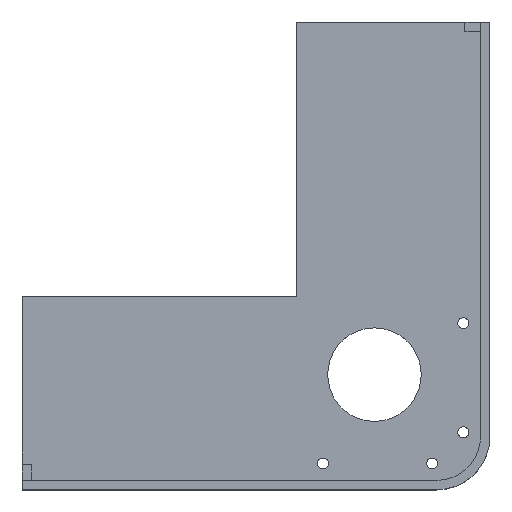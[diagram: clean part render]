
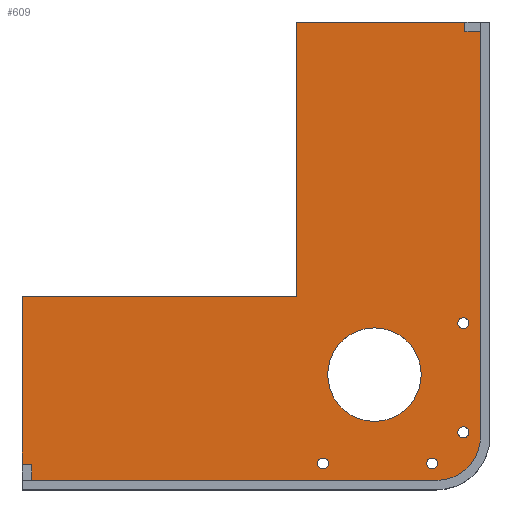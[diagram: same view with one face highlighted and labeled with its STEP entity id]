
A CAD part, top view. The second image highlights one B-rep face of the part: STEP entity #609.
In plain terms, the highlighted planar face has unit normal (0, 0, 1).
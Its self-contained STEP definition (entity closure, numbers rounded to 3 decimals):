
#216 = VERTEX_POINT('',#217);
#217 = CARTESIAN_POINT('',(0.,8.,5.));
#223 = EDGE_CURVE('',#216,#224,#226,.T.);
#224 = VERTEX_POINT('',#225);
#225 = CARTESIAN_POINT('',(0.,62.,5.));
#226 = LINE('',#227,#228);
#227 = CARTESIAN_POINT('',(0.,0.,5.));
#228 = VECTOR('',#229,1.);
#229 = DIRECTION('',(0.,1.,0.));
#310 = EDGE_CURVE('',#224,#311,#313,.T.);
#311 = VERTEX_POINT('',#312);
#312 = CARTESIAN_POINT('',(88.,62.,5.));
#313 = LINE('',#314,#315);
#314 = CARTESIAN_POINT('',(0.,62.,5.));
#315 = VECTOR('',#316,1.);
#316 = DIRECTION('',(1.,0.,0.));
#343 = VERTEX_POINT('',#344);
#344 = CARTESIAN_POINT('',(142.,150.,5.));
#350 = EDGE_CURVE('',#343,#351,#353,.T.);
#351 = VERTEX_POINT('',#352);
#352 = CARTESIAN_POINT('',(88.,150.,5.));
#353 = LINE('',#354,#355);
#354 = CARTESIAN_POINT('',(150.,150.,5.));
#355 = VECTOR('',#356,1.);
#356 = DIRECTION('',(-1.,0.,0.));
#374 = EDGE_CURVE('',#351,#311,#375,.T.);
#375 = LINE('',#376,#377);
#376 = CARTESIAN_POINT('',(88.,150.,5.));
#377 = VECTOR('',#378,1.);
#378 = DIRECTION('',(0.,-1.,0.));
#391 = VERTEX_POINT('',#392);
#392 = CARTESIAN_POINT('',(128.,37.,5.));
#398 = EDGE_CURVE('',#391,#391,#399,.T.);
#399 = CIRCLE('',#400,15.);
#400 = AXIS2_PLACEMENT_3D('',#401,#402,#403);
#401 = CARTESIAN_POINT('',(113.,37.,5.));
#402 = DIRECTION('',(0.,0.,1.));
#403 = DIRECTION('',(1.,0.,0.));
#416 = VERTEX_POINT('',#417);
#417 = CARTESIAN_POINT('',(143.25,18.5,5.));
#423 = EDGE_CURVE('',#416,#416,#424,.T.);
#424 = CIRCLE('',#425,1.75);
#425 = AXIS2_PLACEMENT_3D('',#426,#427,#428);
#426 = CARTESIAN_POINT('',(141.5,18.5,5.));
#427 = DIRECTION('',(0.,0.,1.));
#428 = DIRECTION('',(1.,0.,0.));
#441 = VERTEX_POINT('',#442);
#442 = CARTESIAN_POINT('',(133.25,8.5,5.));
#448 = EDGE_CURVE('',#441,#441,#449,.T.);
#449 = CIRCLE('',#450,1.75);
#450 = AXIS2_PLACEMENT_3D('',#451,#452,#453);
#451 = CARTESIAN_POINT('',(131.5,8.5,5.));
#452 = DIRECTION('',(0.,0.,1.));
#453 = DIRECTION('',(1.,0.,0.));
#466 = VERTEX_POINT('',#467);
#467 = CARTESIAN_POINT('',(143.25,53.5,5.));
#473 = EDGE_CURVE('',#466,#466,#474,.T.);
#474 = CIRCLE('',#475,1.75);
#475 = AXIS2_PLACEMENT_3D('',#476,#477,#478);
#476 = CARTESIAN_POINT('',(141.5,53.5,5.));
#477 = DIRECTION('',(0.,0.,1.));
#478 = DIRECTION('',(1.,0.,0.));
#491 = VERTEX_POINT('',#492);
#492 = CARTESIAN_POINT('',(98.25,8.5,5.));
#498 = EDGE_CURVE('',#491,#491,#499,.T.);
#499 = CIRCLE('',#500,1.75);
#500 = AXIS2_PLACEMENT_3D('',#501,#502,#503);
#501 = CARTESIAN_POINT('',(96.5,8.5,5.));
#502 = DIRECTION('',(0.,0.,1.));
#503 = DIRECTION('',(1.,0.,0.));
#609 = ADVANCED_FACE('',(#610,#671,#674,#677,#680,#683),#686,.T.);
#610 = FACE_BOUND('',#611,.T.);
#611 = EDGE_LOOP('',(#612,#613,#621,#629,#637,#646,#654,#662,#668,#669,
    #670));
#612 = ORIENTED_EDGE('',*,*,#223,.F.);
#613 = ORIENTED_EDGE('',*,*,#614,.T.);
#614 = EDGE_CURVE('',#216,#615,#617,.T.);
#615 = VERTEX_POINT('',#616);
#616 = CARTESIAN_POINT('',(3.,8.,5.));
#617 = LINE('',#618,#619);
#618 = CARTESIAN_POINT('',(0.,8.,5.));
#619 = VECTOR('',#620,1.);
#620 = DIRECTION('',(1.,0.,0.));
#621 = ORIENTED_EDGE('',*,*,#622,.F.);
#622 = EDGE_CURVE('',#623,#615,#625,.T.);
#623 = VERTEX_POINT('',#624);
#624 = CARTESIAN_POINT('',(3.,3.,5.));
#625 = LINE('',#626,#627);
#626 = CARTESIAN_POINT('',(3.,3.,5.));
#627 = VECTOR('',#628,1.);
#628 = DIRECTION('',(0.,1.,0.));
#629 = ORIENTED_EDGE('',*,*,#630,.T.);
#630 = EDGE_CURVE('',#623,#631,#633,.T.);
#631 = VERTEX_POINT('',#632);
#632 = CARTESIAN_POINT('',(133.,3.,5.));
#633 = LINE('',#634,#635);
#634 = CARTESIAN_POINT('',(0.,3.,5.));
#635 = VECTOR('',#636,1.);
#636 = DIRECTION('',(1.,0.,0.));
#637 = ORIENTED_EDGE('',*,*,#638,.T.);
#638 = EDGE_CURVE('',#631,#639,#641,.T.);
#639 = VERTEX_POINT('',#640);
#640 = CARTESIAN_POINT('',(147.,17.,5.));
#641 = CIRCLE('',#642,14.);
#642 = AXIS2_PLACEMENT_3D('',#643,#644,#645);
#643 = CARTESIAN_POINT('',(133.,17.,5.));
#644 = DIRECTION('',(0.,0.,1.));
#645 = DIRECTION('',(1.,0.,0.));
#646 = ORIENTED_EDGE('',*,*,#647,.F.);
#647 = EDGE_CURVE('',#648,#639,#650,.T.);
#648 = VERTEX_POINT('',#649);
#649 = CARTESIAN_POINT('',(147.,147.,5.));
#650 = LINE('',#651,#652);
#651 = CARTESIAN_POINT('',(147.,150.,5.));
#652 = VECTOR('',#653,1.);
#653 = DIRECTION('',(0.,-1.,0.));
#654 = ORIENTED_EDGE('',*,*,#655,.T.);
#655 = EDGE_CURVE('',#648,#656,#658,.T.);
#656 = VERTEX_POINT('',#657);
#657 = CARTESIAN_POINT('',(142.,147.,5.));
#658 = LINE('',#659,#660);
#659 = CARTESIAN_POINT('',(147.,147.,5.));
#660 = VECTOR('',#661,1.);
#661 = DIRECTION('',(-1.,0.,0.));
#662 = ORIENTED_EDGE('',*,*,#663,.F.);
#663 = EDGE_CURVE('',#343,#656,#664,.T.);
#664 = LINE('',#665,#666);
#665 = CARTESIAN_POINT('',(142.,150.,5.));
#666 = VECTOR('',#667,1.);
#667 = DIRECTION('',(0.,-1.,0.));
#668 = ORIENTED_EDGE('',*,*,#350,.T.);
#669 = ORIENTED_EDGE('',*,*,#374,.T.);
#670 = ORIENTED_EDGE('',*,*,#310,.F.);
#671 = FACE_BOUND('',#672,.T.);
#672 = EDGE_LOOP('',(#673));
#673 = ORIENTED_EDGE('',*,*,#498,.F.);
#674 = FACE_BOUND('',#675,.T.);
#675 = EDGE_LOOP('',(#676));
#676 = ORIENTED_EDGE('',*,*,#448,.F.);
#677 = FACE_BOUND('',#678,.T.);
#678 = EDGE_LOOP('',(#679));
#679 = ORIENTED_EDGE('',*,*,#423,.F.);
#680 = FACE_BOUND('',#681,.T.);
#681 = EDGE_LOOP('',(#682));
#682 = ORIENTED_EDGE('',*,*,#398,.F.);
#683 = FACE_BOUND('',#684,.T.);
#684 = EDGE_LOOP('',(#685));
#685 = ORIENTED_EDGE('',*,*,#473,.F.);
#686 = PLANE('',#687);
#687 = AXIS2_PLACEMENT_3D('',#688,#689,#690);
#688 = CARTESIAN_POINT('',(92.674,57.326,5.));
#689 = DIRECTION('',(0.,0.,1.));
#690 = DIRECTION('',(1.,0.,0.));
